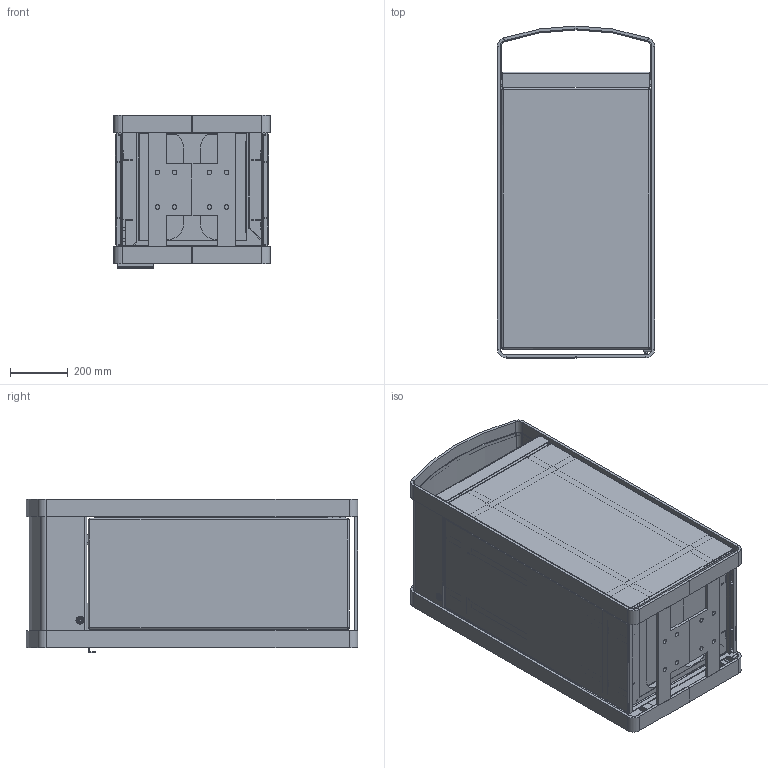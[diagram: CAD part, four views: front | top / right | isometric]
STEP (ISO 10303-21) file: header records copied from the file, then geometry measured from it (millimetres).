
FILE_DESCRIPTION (( 'STEP AP203' ), '1' );
FILE_NAME ('STLB.100.STEP', '2021-02-23T08:13:21', ( '' ), ( '' ), 'SwSTEP 2.0', 'SolidWorks 2020', '' );
FILE_SCHEMA (( 'CONFIG_CONTROL_DESIGN' ));
Length unit declared in the file: millimetre
Products named in the file (76): STLB.100 Garbage; STLB Door lock; STLB Lock Pin; STLB Frame Lock Pin Slide Plate; hex screw gradeab_iso_ISO 4017 - M5 x 16-N; STLB Side Panel; STLB Door Hinge Reinf; STLB.100- Back Panel; STLB Door Pos.; STLB Axle; STLB  Side Reinf; STLB Casette; STLB.100-Door Panel; _1-100-1-1; STLB.100 Trash Insert; STLB.100- Back Reinf; socket countersunk head screw_iso_ISO 10642 - M5 x 12 - 12N; STLB.100- Frame Outside Strip; STLB.100-Garbage Side 2; plain washer normal grade a_iso_Washer ISO 7089 - 5; STLB.100-Frame Top plate; PE Spacer 15x2.5x8.2.; STLB.100-Lock Axle Holder2; hex screw gradeab_iso_ISO 4017 - M5 x 12-N; Bush-PA 6x8x10x10x2 DIN1494; STLB.100 Frame Lock Connect; STLB.100-Frame Bottom Strip; STLB Frame Glide plate Right; STLB.100- Door Assembly_Door 2; STLB Frame Trash insert connect; STLB IPS Lock 8mm triangle; STLB Frame Lock End; slotted pan shoulder screw_din_DIN 923 - M5 x 12 --- 7N; socket countersunk head screw_iso_ISO 10642 - M5 x 30 - 30N; _1-100-2; hex nut style 1 gradeab_iso_ISO - 4032 - M5 - W - N; STLB Frame Bottom Reinf; STLB.100 Frame; STLB.100-Frame Outside TopStrip; STLB Lock Axle Holder ...
Assembly tree (159 placements, depth 4):
  STLB.100
    STLB.100 Frame Assembly_Open
      STLB.100 Frame
        STLB.100- Frame Outside Strip  x4
        STLB.100-Frame Outside TopStrip  x2
        STLB.100-Frame Top plate
        STLB.100-Frame Bottom
        STLB.100-Frame Front Strip
        STLB Frame Bottom Reinf  x2
        STLB.100-Frame Back Strip
        STLB Frame Lock Offset
        STLB.100 Frame Lock Connect
        STLB Frame Lock End
        STLB Frame Panel Connect  x3
        STLB Frame Back Panel connect  x2
        STLB Frame Trash insert connect  x2
        STLB Frame Glide plate Left
        STLB Frame Glide plate Right
        STLB.100-Frame Bottom Strip  x2
      STLB Axle
        STLB Door Axle
        STLB Door Axle Mount
      STLB Casette
        STLB Cas Lock strip
        STLB Lock Pin  x2
      STLB Lock Pos pin
        STLB Frame Lock Pin Slide Plate
        STLB Frame Lock Pin Slide
      STLB Lock Arm
      STLB Lock Arm2
      STLB Lock Axle Holder
      STLB.100-Lock Axle Holder2
      STLB.100 Lock Axle
        STLB.100-Lock Axle
        STLB.100-Lock End
      slotted pan shoulder screw_din_DIN 923 - M5 x 12 --- 7N  x7
      PE Spacer 15x2.5x8.2.  x14
      Bush-PA 6x8x10x10x2 DIN1494  x3
      hex screw gradeab_iso_ISO 4017 - M5 x 16-N  x3
      hex screw gradeab_iso_ISO 4017 - M5 x 12-N  x4
      plain washer normal grade a_iso_Washer ISO 7089 - 5  x11
      socket countersunk head screw_iso_ISO 10642 - M5 x 30 - 30N  x4
      socket countersunk head screw_iso_ISO 10642 - M5 x 12 - 12N  x2
      socket set screw flat point_iso_ISO 4026 - M6 x 8-N  x3
      Adjusting Ring DIN 705A Inox A1  x3
      STLB IPS Lock 8mm triangle
        _1-100-1-1
        _1-100-2
      hex nut style 1 gradeab_iso_ISO - 4032 - M5 - W - N  x4
    STLB Side Panel
      STLB Side Panel
      STLB  Side Reinf  x2
      STLB Con strip Side  x2
    STLB Side Panel
      STLB Side Panel
      STLB  Side Reinf  x2
      STLB Con strip Side  x2
    STLB.100- Back Panel
      STLB.100- Back Panel
      STLB.100- Back Reinf  x2
Bounding box: 545 x 1150 x 531 mm (x, y, z)
Volume: 18699848.8 mm3; surface area: 12265360.6 mm2
Topology: 146 solids, 146 shells, 3892 faces, 9236 edges, 5649 vertices
Faces by surface type: plane 2297, cylinder 1040, cone 400, torus 88, bspline 67
Entity records: 72974 total; most frequent: CARTESIAN_POINT 13443, DIRECTION 10340, ORIENTED_EDGE 10016, EDGE_CURVE 5008, VECTOR 3610, LINE 3610, AXIS2_PLACEMENT_3D 3365, VERTEX_POINT 3107
